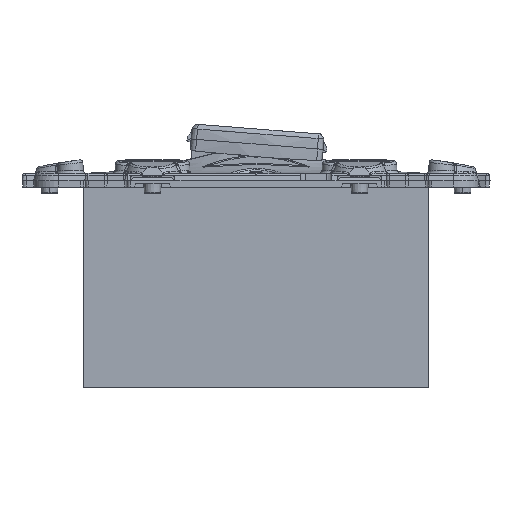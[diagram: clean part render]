
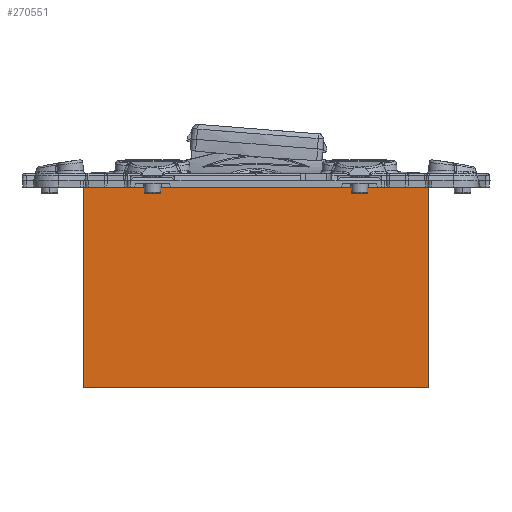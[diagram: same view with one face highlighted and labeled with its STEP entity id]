
A CAD part, left-side view. The second image highlights one B-rep face of the part: STEP entity #270551.
In plain terms, the highlighted planar face has unit normal (-1, 0, 0).
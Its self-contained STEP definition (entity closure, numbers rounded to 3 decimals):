
#270524=AXIS2_PLACEMENT_3D('Plane Axis2P3D',#270521,#270522,#270523) ;
#10006=CARTESIAN_POINT('Vertex',(-27.5,9.38,0.)) ;
#10013=CARTESIAN_POINT('Vertex',(-27.5,4.117,0.)) ;
#11983=CARTESIAN_POINT('Line Origine',(-27.5,-11.692,0.)) ;
#11987=CARTESIAN_POINT('Vertex',(-27.5,-27.5,0.)) ;
#12023=CARTESIAN_POINT('Vertex',(-27.5,27.5,0.)) ;
#12026=CARTESIAN_POINT('Line Origine',(-27.5,18.44,0.)) ;
#270494=CARTESIAN_POINT('Vertex',(-27.5,27.5,-32.)) ;
#270497=CARTESIAN_POINT('Line Origine',(-27.5,27.5,-16.)) ;
#270521=CARTESIAN_POINT('Axis2P3D Location',(-27.5,-27.5,0.)) ;
#270526=CARTESIAN_POINT('Line Origine',(-27.5,0.,-32.)) ;
#270530=CARTESIAN_POINT('Vertex',(-27.5,-27.5,-32.)) ;
#270533=CARTESIAN_POINT('Line Origine',(-27.5,-27.5,-16.)) ;
#270538=CARTESIAN_POINT('Line Origine',(-27.5,6.749,0.)) ;
#11984=DIRECTION('Vector Direction',(0.,1.,0.)) ;
#12027=DIRECTION('Vector Direction',(0.,1.,0.)) ;
#270498=DIRECTION('Vector Direction',(0.,0.,-1.)) ;
#270522=DIRECTION('Axis2P3D Direction',(-1.,0.,0.)) ;
#270523=DIRECTION('Axis2P3D XDirection',(0.,1.,0.)) ;
#270527=DIRECTION('Vector Direction',(0.,1.,0.)) ;
#270534=DIRECTION('Vector Direction',(0.,0.,-1.)) ;
#270539=DIRECTION('Vector Direction',(0.,1.,0.)) ;
#11985=VECTOR('Line Direction',#11984,1.) ;
#12028=VECTOR('Line Direction',#12027,1.) ;
#270499=VECTOR('Line Direction',#270498,1.) ;
#270528=VECTOR('Line Direction',#270527,1.) ;
#270535=VECTOR('Line Direction',#270534,1.) ;
#270540=VECTOR('Line Direction',#270539,1.) ;
#270544=ORIENTED_EDGE('',*,*,#270532,.T.) ;
#270545=ORIENTED_EDGE('',*,*,#270537,.F.) ;
#270546=ORIENTED_EDGE('',*,*,#11989,.F.) ;
#270547=ORIENTED_EDGE('',*,*,#270542,.F.) ;
#270548=ORIENTED_EDGE('',*,*,#12030,.F.) ;
#270549=ORIENTED_EDGE('',*,*,#270501,.T.) ;
#270551=ADVANCED_FACE('PartBody',(#270550),#270525,.T.) ;
#11989=EDGE_CURVE('',#10014,#11988,#11986,.F.) ;
#12030=EDGE_CURVE('',#12024,#10007,#12029,.F.) ;
#270501=EDGE_CURVE('',#12024,#270495,#270500,.T.) ;
#270532=EDGE_CURVE('',#270495,#270531,#270529,.F.) ;
#270537=EDGE_CURVE('',#11988,#270531,#270536,.T.) ;
#270542=EDGE_CURVE('',#10007,#10014,#270541,.F.) ;
#270543=EDGE_LOOP('',(#270544,#270545,#270546,#270547,#270548,#270549)) ;
#270550=FACE_OUTER_BOUND('',#270543,.T.) ;
#11986=LINE('Line',#11983,#11985) ;
#12029=LINE('Line',#12026,#12028) ;
#270500=LINE('Line',#270497,#270499) ;
#270529=LINE('Line',#270526,#270528) ;
#270536=LINE('Line',#270533,#270535) ;
#270541=LINE('Line',#270538,#270540) ;
#270525=PLANE('',#270524) ;
#10007=VERTEX_POINT('',#10006) ;
#10014=VERTEX_POINT('',#10013) ;
#11988=VERTEX_POINT('',#11987) ;
#12024=VERTEX_POINT('',#12023) ;
#270495=VERTEX_POINT('',#270494) ;
#270531=VERTEX_POINT('',#270530) ;
